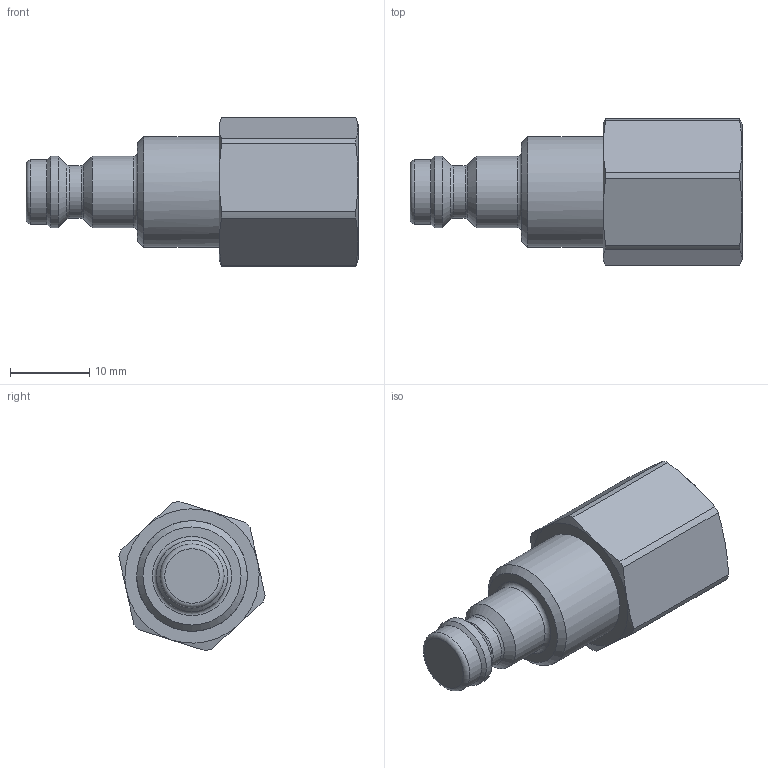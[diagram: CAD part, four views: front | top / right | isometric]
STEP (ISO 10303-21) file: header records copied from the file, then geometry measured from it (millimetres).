
FILE_DESCRIPTION((''),'2;1');
FILE_NAME('21sbiw13mpx.stp','2013-06-27T11:26:07',('IA176480'),(''),'Autodesk Inventor 2013','Autodesk Inventor 2013','');
FILE_SCHEMA(('AUTOMOTIVE_DESIGN { 1 0 10303 214 1 1 1 1 }'));
Length unit declared in the file: millimetre
Products named in the file (1): D107129
Bounding box: 42 x 18.5 x 18.86 mm (x, y, z)
Volume: 5788.5 mm3; surface area: 2632.1 mm2
Topology: 1 solids, 2 shells, 49 faces, 105 edges, 62 vertices
Faces by surface type: cone 18, cylinder 14, plane 12, torus 5
Full cylindrical faces by diameter (mm): 6.65 x1, 7.5 x1, 8.1 x1, 9 x2, 11.445 x1, 11.737 x1, 14 x1
Entity records: 1250 total; most frequent: CARTESIAN_POINT 240, DIRECTION 206, ORIENTED_EDGE 166, AXIS2_PLACEMENT_3D 97, EDGE_CURVE 83, EDGE_LOOP 72, VERTEX_POINT 59, FACE_OUTER_BOUND 49
